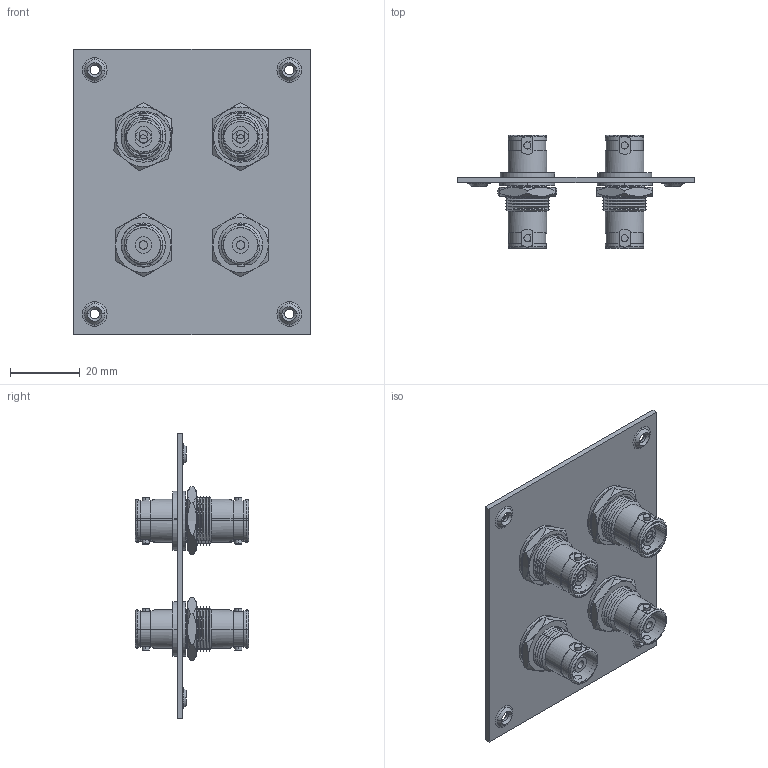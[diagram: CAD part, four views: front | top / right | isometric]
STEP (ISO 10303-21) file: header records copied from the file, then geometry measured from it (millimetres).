
FILE_DESCRIPTION (( 'STEP AP214' ), '1' );
FILE_NAME ('USP4BDB.STEP', '2007-12-05T13:25:04', ( ' ' ), ( ' ' ), 'SwSTEP 2.0', 'SolidWorks 2007', '' );
FILE_SCHEMA (( 'AUTOMOTIVE_DESIGN' ));
Length unit declared in the file: inch
Products named in the file (6): BA1089_.060 offset; 1AR06-005; BA1089; USP4BDB; 3AA02-008; 3AA03-005
Assembly tree (11 placements, depth 3):
  USP4BDB
    BA1089_.060 offset  x7
      BA1089
      3AA02-008
      3AA03-005
    1AR06-005
Bounding box: 68.07 x 32.51 x 82.04 mm (x, y, z)
Volume: 25865.2 mm3; surface area: 33983.5 mm2
Topology: 22 solids, 22 shells, 1858 faces, 4790 edges, 3060 vertices
Faces by surface type: cylinder 674, plane 612, cone 528, torus 44
Entity records: 11664 total; most frequent: CARTESIAN_POINT 2145, DIRECTION 1821, ORIENTED_EDGE 1684, EDGE_CURVE 842, AXIS2_PLACEMENT_3D 722, VERTEX_POINT 540, CIRCLE 385, VECTOR 377
